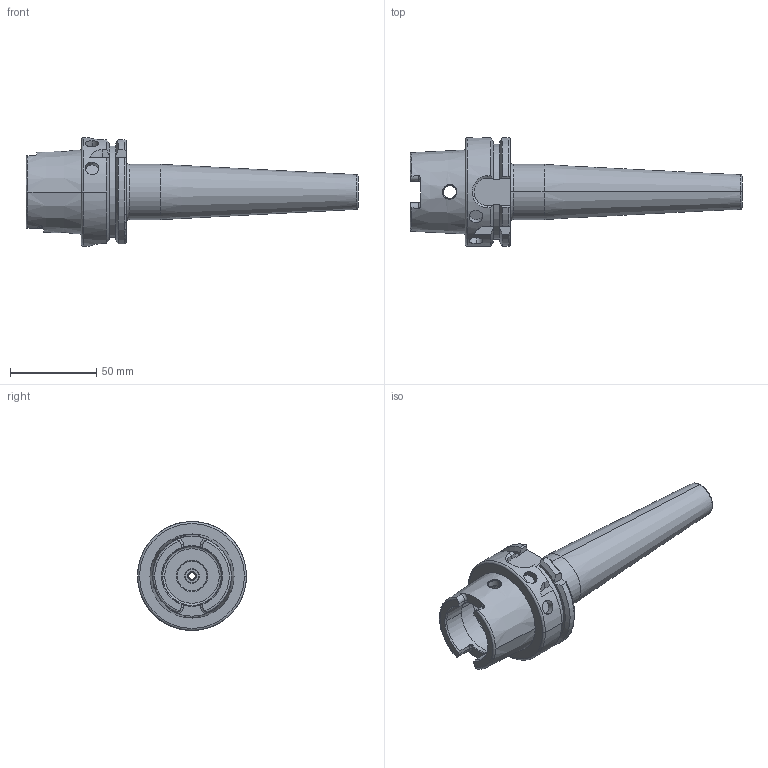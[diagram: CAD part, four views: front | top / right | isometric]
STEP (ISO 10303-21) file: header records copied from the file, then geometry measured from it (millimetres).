
FILE_DESCRIPTION (( 'STEP AP203' ), '1' );
FILE_NAME ('FWA063H-SFS14160.STEP', '2024-09-05T05:50:09', ( '' ), ( '' ), 'SwSTEP 2.0', 'SolidWorks 2024', '' );
FILE_SCHEMA (( 'CONFIG_CONTROL_DESIGN' ));
Length unit declared in the file: millimetre
Products named in the file (4): HSKA63SFS14160WW; FWA063H-SFS14160; SCWM10X1
Assembly tree (3 placements, depth 3):
  FWA063H-SFS14160
    HSKA63SFS14160WW
      HSKA63SFS14160WW
      SCWM10X1
Bounding box: 192 x 63 x 63 mm (x, y, z)
Volume: 147153.8 mm3; surface area: 38518.8 mm2
Topology: 2 solids, 2 shells, 196 faces, 487 edges, 300 vertices
Faces by surface type: plane 59, cylinder 57, cone 35, torus 31, bspline 14
Entity records: 7669 total; most frequent: CARTESIAN_POINT 2727, ORIENTED_EDGE 970, DIRECTION 930, EDGE_CURVE 485, AXIS2_PLACEMENT_3D 374, VERTEX_POINT 300, EDGE_LOOP 211, FACE_OUTER_BOUND 196
